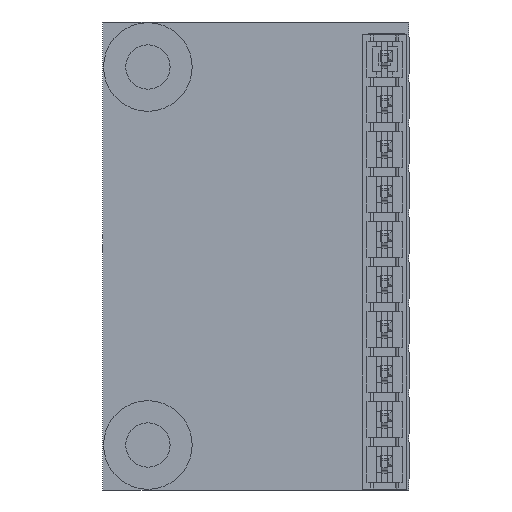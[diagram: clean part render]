
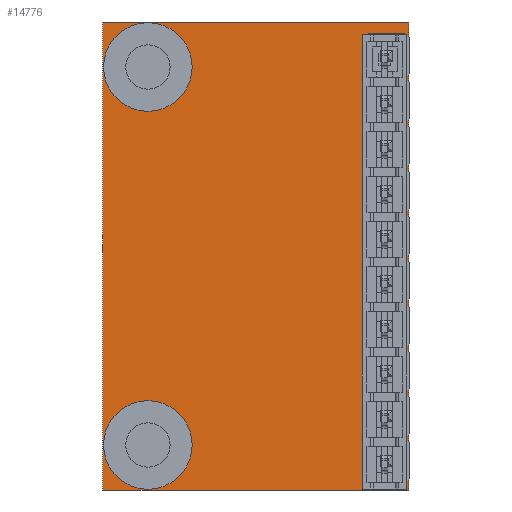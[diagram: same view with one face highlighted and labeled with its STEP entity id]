
A CAD part, front view. The second image highlights one B-rep face of the part: STEP entity #14776.
In plain terms, the highlighted planar face has unit normal (0, -1, 0).
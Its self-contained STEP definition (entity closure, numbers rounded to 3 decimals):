
#173=CIRCLE('',#15647,0.427);
#174=CIRCLE('',#15648,0.427);
#175=CIRCLE('',#15649,0.427);
#176=CIRCLE('',#15650,0.427);
#177=CIRCLE('',#15651,0.427);
#178=CIRCLE('',#15652,0.427);
#179=CIRCLE('',#15653,0.427);
#180=CIRCLE('',#15654,0.427);
#181=CIRCLE('',#15655,0.427);
#182=CIRCLE('',#15656,0.427);
#183=CIRCLE('',#15657,1.615);
#184=CIRCLE('',#15658,1.615);
#283=FACE_BOUND('',#1765,.T.);
#284=FACE_BOUND('',#1766,.T.);
#285=FACE_BOUND('',#1767,.T.);
#286=FACE_BOUND('',#1768,.T.);
#287=FACE_BOUND('',#1769,.T.);
#288=FACE_BOUND('',#1770,.T.);
#289=FACE_BOUND('',#1771,.T.);
#290=FACE_BOUND('',#1772,.T.);
#291=FACE_BOUND('',#1773,.T.);
#292=FACE_BOUND('',#1774,.T.);
#293=FACE_BOUND('',#1775,.T.);
#294=FACE_BOUND('',#1776,.T.);
#942=FACE_OUTER_BOUND('',#1764,.T.);
#1764=EDGE_LOOP('',(#12504,#12505,#12506,#12507));
#1765=EDGE_LOOP('',(#12508));
#1766=EDGE_LOOP('',(#12509));
#1767=EDGE_LOOP('',(#12510));
#1768=EDGE_LOOP('',(#12511));
#1769=EDGE_LOOP('',(#12512));
#1770=EDGE_LOOP('',(#12513));
#1771=EDGE_LOOP('',(#12514));
#1772=EDGE_LOOP('',(#12515));
#1773=EDGE_LOOP('',(#12516));
#1774=EDGE_LOOP('',(#12517));
#1775=EDGE_LOOP('',(#12518));
#1776=EDGE_LOOP('',(#12519));
#3608=LINE('',#23049,#5484);
#3611=LINE('',#23054,#5487);
#3613=LINE('',#23058,#5489);
#3615=LINE('',#23061,#5491);
#5484=VECTOR('',#18980,26.416);
#5487=VECTOR('',#18985,17.272);
#5489=VECTOR('',#18989,26.416);
#5491=VECTOR('',#18993,17.272);
#6832=VERTEX_POINT('',#23047);
#6833=VERTEX_POINT('',#23048);
#6834=VERTEX_POINT('',#23053);
#6835=VERTEX_POINT('',#23057);
#6836=VERTEX_POINT('',#23063);
#6837=VERTEX_POINT('',#23065);
#6838=VERTEX_POINT('',#23067);
#6839=VERTEX_POINT('',#23069);
#6840=VERTEX_POINT('',#23071);
#6841=VERTEX_POINT('',#23073);
#6842=VERTEX_POINT('',#23075);
#6843=VERTEX_POINT('',#23077);
#6844=VERTEX_POINT('',#23079);
#6845=VERTEX_POINT('',#23081);
#6846=VERTEX_POINT('',#23083);
#6847=VERTEX_POINT('',#23085);
#8744=EDGE_CURVE('',#6832,#6833,#3608,.T.);
#8747=EDGE_CURVE('',#6833,#6834,#3611,.T.);
#8749=EDGE_CURVE('',#6834,#6835,#3613,.T.);
#8751=EDGE_CURVE('',#6835,#6832,#3615,.T.);
#8752=EDGE_CURVE('',#6836,#6836,#173,.T.);
#8753=EDGE_CURVE('',#6837,#6837,#174,.T.);
#8754=EDGE_CURVE('',#6838,#6838,#175,.T.);
#8755=EDGE_CURVE('',#6839,#6839,#176,.T.);
#8756=EDGE_CURVE('',#6840,#6840,#177,.T.);
#8757=EDGE_CURVE('',#6841,#6841,#178,.T.);
#8758=EDGE_CURVE('',#6842,#6842,#179,.T.);
#8759=EDGE_CURVE('',#6843,#6843,#180,.T.);
#8760=EDGE_CURVE('',#6844,#6844,#181,.T.);
#8761=EDGE_CURVE('',#6845,#6845,#182,.T.);
#8762=EDGE_CURVE('',#6846,#6846,#183,.T.);
#8763=EDGE_CURVE('',#6847,#6847,#184,.T.);
#12504=ORIENTED_EDGE('',*,*,#8744,.F.);
#12505=ORIENTED_EDGE('',*,*,#8751,.F.);
#12506=ORIENTED_EDGE('',*,*,#8749,.F.);
#12507=ORIENTED_EDGE('',*,*,#8747,.F.);
#12508=ORIENTED_EDGE('',*,*,#8752,.T.);
#12509=ORIENTED_EDGE('',*,*,#8753,.T.);
#12510=ORIENTED_EDGE('',*,*,#8754,.T.);
#12511=ORIENTED_EDGE('',*,*,#8755,.T.);
#12512=ORIENTED_EDGE('',*,*,#8756,.T.);
#12513=ORIENTED_EDGE('',*,*,#8757,.T.);
#12514=ORIENTED_EDGE('',*,*,#8758,.T.);
#12515=ORIENTED_EDGE('',*,*,#8759,.T.);
#12516=ORIENTED_EDGE('',*,*,#8760,.T.);
#12517=ORIENTED_EDGE('',*,*,#8761,.T.);
#12518=ORIENTED_EDGE('',*,*,#8762,.T.);
#12519=ORIENTED_EDGE('',*,*,#8763,.T.);
#13495=PLANE('',#15646);
#14776=ADVANCED_FACE('',(#942,#283,#284,#285,#286,#287,#288,#289,#290,#291,
#292,#293,#294),#13495,.F.);
#15646=AXIS2_PLACEMENT_3D('',#23062,#18994,#18995);
#15647=AXIS2_PLACEMENT_3D('',#23064,#18996,#18997);
#15648=AXIS2_PLACEMENT_3D('',#23066,#18998,#18999);
#15649=AXIS2_PLACEMENT_3D('',#23068,#19000,#19001);
#15650=AXIS2_PLACEMENT_3D('',#23070,#19002,#19003);
#15651=AXIS2_PLACEMENT_3D('',#23072,#19004,#19005);
#15652=AXIS2_PLACEMENT_3D('',#23074,#19006,#19007);
#15653=AXIS2_PLACEMENT_3D('',#23076,#19008,#19009);
#15654=AXIS2_PLACEMENT_3D('',#23078,#19010,#19011);
#15655=AXIS2_PLACEMENT_3D('',#23080,#19012,#19013);
#15656=AXIS2_PLACEMENT_3D('',#23082,#19014,#19015);
#15657=AXIS2_PLACEMENT_3D('',#23084,#19016,#19017);
#15658=AXIS2_PLACEMENT_3D('',#23086,#19018,#19019);
#18980=DIRECTION('',(0.,0.,1.));
#18985=DIRECTION('',(1.,0.,0.));
#18989=DIRECTION('',(0.,0.,-1.));
#18993=DIRECTION('',(-1.,0.,0.));
#18994=DIRECTION('center_axis',(0.,1.,0.));
#18995=DIRECTION('ref_axis',(0.,0.,1.));
#18996=DIRECTION('center_axis',(0.,1.,0.));
#18997=DIRECTION('ref_axis',(0.,0.,1.));
#18998=DIRECTION('center_axis',(0.,1.,0.));
#18999=DIRECTION('ref_axis',(0.,0.,1.));
#19000=DIRECTION('center_axis',(0.,1.,0.));
#19001=DIRECTION('ref_axis',(0.,0.,1.));
#19002=DIRECTION('center_axis',(0.,1.,0.));
#19003=DIRECTION('ref_axis',(0.,0.,1.));
#19004=DIRECTION('center_axis',(0.,1.,0.));
#19005=DIRECTION('ref_axis',(0.,0.,1.));
#19006=DIRECTION('center_axis',(0.,1.,0.));
#19007=DIRECTION('ref_axis',(0.,0.,1.));
#19008=DIRECTION('center_axis',(0.,1.,0.));
#19009=DIRECTION('ref_axis',(0.,0.,1.));
#19010=DIRECTION('center_axis',(0.,1.,0.));
#19011=DIRECTION('ref_axis',(0.,0.,1.));
#19012=DIRECTION('center_axis',(0.,1.,0.));
#19013=DIRECTION('ref_axis',(0.,0.,1.));
#19014=DIRECTION('center_axis',(0.,1.,0.));
#19015=DIRECTION('ref_axis',(0.,0.,1.));
#19016=DIRECTION('center_axis',(0.,1.,0.));
#19017=DIRECTION('ref_axis',(0.,0.,1.));
#19018=DIRECTION('center_axis',(0.,1.,0.));
#19019=DIRECTION('ref_axis',(0.,0.,1.));
#23047=CARTESIAN_POINT('',(-8.616,-0.016,-13.187));
#23048=CARTESIAN_POINT('',(-8.616,-0.016,13.229));
#23049=CARTESIAN_POINT('',(-8.616,-0.016,-13.187));
#23053=CARTESIAN_POINT('',(8.656,-0.016,13.229));
#23054=CARTESIAN_POINT('',(-8.616,-0.016,13.229));
#23057=CARTESIAN_POINT('',(8.656,-0.016,-13.187));
#23058=CARTESIAN_POINT('',(8.656,-0.016,13.229));
#23061=CARTESIAN_POINT('',(8.656,-0.016,-13.187));
#23062=CARTESIAN_POINT('Origin',(0.02,-0.016,0.021));
#23063=CARTESIAN_POINT('',(7.403,-0.016,10.886));
#23064=CARTESIAN_POINT('Origin',(7.403,-0.016,11.313));
#23065=CARTESIAN_POINT('',(7.403,-0.016,8.346));
#23066=CARTESIAN_POINT('Origin',(7.403,-0.016,8.773));
#23067=CARTESIAN_POINT('',(7.403,-0.016,5.806));
#23068=CARTESIAN_POINT('Origin',(7.403,-0.016,6.233));
#23069=CARTESIAN_POINT('',(7.403,-0.016,3.266));
#23070=CARTESIAN_POINT('Origin',(7.403,-0.016,3.693));
#23071=CARTESIAN_POINT('',(7.403,-0.016,0.726));
#23072=CARTESIAN_POINT('Origin',(7.403,-0.016,1.153));
#23073=CARTESIAN_POINT('',(7.403,-0.016,-1.814));
#23074=CARTESIAN_POINT('Origin',(7.403,-0.016,-1.387));
#23075=CARTESIAN_POINT('',(7.403,-0.016,-4.354));
#23076=CARTESIAN_POINT('Origin',(7.403,-0.016,-3.927));
#23077=CARTESIAN_POINT('',(7.403,-0.016,-6.894));
#23078=CARTESIAN_POINT('Origin',(7.403,-0.016,-6.467));
#23079=CARTESIAN_POINT('',(7.403,-0.016,-9.434));
#23080=CARTESIAN_POINT('Origin',(7.403,-0.016,-9.007));
#23081=CARTESIAN_POINT('',(7.403,-0.016,-11.974));
#23082=CARTESIAN_POINT('Origin',(7.403,-0.016,-11.547));
#23083=CARTESIAN_POINT('',(-6.076,-0.016,9.073));
#23084=CARTESIAN_POINT('Origin',(-6.076,-0.016,10.689));
#23085=CARTESIAN_POINT('',(-6.076,-0.016,-12.263));
#23086=CARTESIAN_POINT('Origin',(-6.076,-0.016,-10.647));
